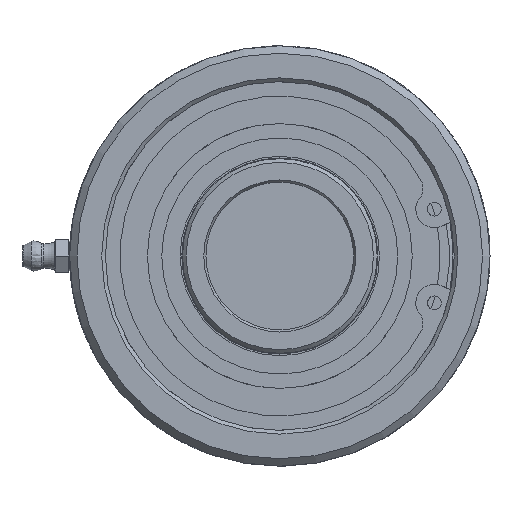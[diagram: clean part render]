
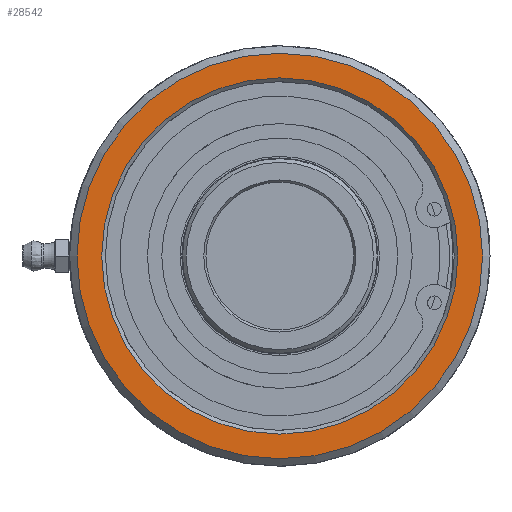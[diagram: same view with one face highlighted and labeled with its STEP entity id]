
A CAD part, left-side view. The second image highlights one B-rep face of the part: STEP entity #28542.
In plain terms, the highlighted planar face has unit normal (-1, 0, 0).
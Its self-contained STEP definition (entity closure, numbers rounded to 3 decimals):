
#235=FACE_BOUND('',#8419,.T.);
#832=PLANE('',#30185);
#6682=FACE_OUTER_BOUND('',#8418,.T.);
#8418=EDGE_LOOP('',(#25965));
#8419=EDGE_LOOP('',(#25966));
#9332=CIRCLE('',#30184,38.34);
#9333=CIRCLE('',#30186,43.65);
#13650=VERTEX_POINT('',#64344);
#13651=VERTEX_POINT('',#64348);
#17795=EDGE_CURVE('',#13650,#13650,#9332,.T.);
#17796=EDGE_CURVE('',#13651,#13651,#9333,.T.);
#25965=ORIENTED_EDGE('',*,*,#17796,.F.);
#25966=ORIENTED_EDGE('',*,*,#17795,.F.);
#28542=ADVANCED_FACE('',(#6682,#235),#832,.F.);
#30184=AXIS2_PLACEMENT_3D('',#64346,#35116,#35117);
#30185=AXIS2_PLACEMENT_3D('',#64347,#35118,#35119);
#30186=AXIS2_PLACEMENT_3D('',#64349,#35120,#35121);
#35116=DIRECTION('center_axis',(-1.,0.,0.));
#35117=DIRECTION('ref_axis',(0.,-1.,0.));
#35118=DIRECTION('center_axis',(1.,0.,0.));
#35119=DIRECTION('ref_axis',(0.,0.,-1.));
#35120=DIRECTION('center_axis',(1.,0.,0.));
#35121=DIRECTION('ref_axis',(0.,1.,0.));
#64344=CARTESIAN_POINT('',(-6.8,38.34,0.));
#64346=CARTESIAN_POINT('Origin',(-6.8,0.,0.));
#64347=CARTESIAN_POINT('Origin',(-6.8,47.988,0.));
#64348=CARTESIAN_POINT('',(-6.8,-43.65,0.));
#64349=CARTESIAN_POINT('Origin',(-6.8,0.,0.));
